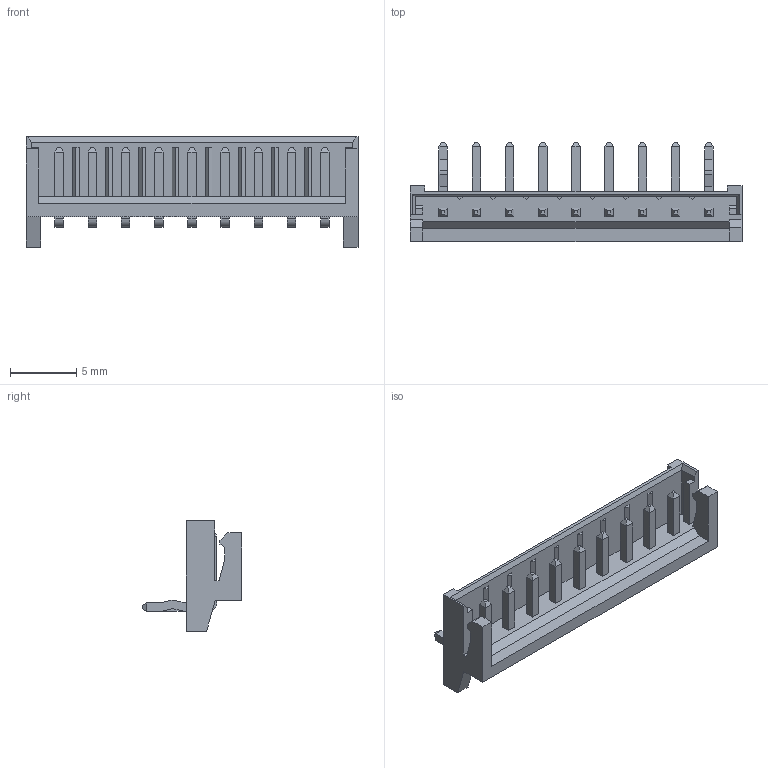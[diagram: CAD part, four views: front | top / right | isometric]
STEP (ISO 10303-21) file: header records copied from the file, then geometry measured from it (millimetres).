
FILE_DESCRIPTION( ( 'Unknown' ), '1' );
FILE_NAME( '68800911722.stp', 'Unknown', ( 'Unknown' ), ( 'Unknown' ), 'PSStep 21.0.46', 'Unknown', ' ' );
FILE_SCHEMA( ( 'AUTOMOTIVE_DESIGN { 1 0 10303 214 1 1 1 1 }' ) );
Length unit declared in the file: millimetre
Products named in the file (4): Assem1; Pin1; Pin2; 68800911722
Assembly tree (10 placements, depth 2):
  Assem1
    Pin1  x2
    Pin2  x7
    68800911722
Bounding box: 25 x 7.5 x 8.3 mm (x, y, z)
Volume: 237.2 mm3; surface area: 884.3 mm2
Topology: 10 solids, 10 shells, 410 faces, 1069 edges, 688 vertices
Faces by surface type: plane 380, cylinder 30
Entity records: 9683 total; most frequent: CARTESIAN_POINT 1364, ORIENTED_EDGE 1338, DIRECTION 1199, EDGE_CURVE 669, LINE 649, VECTOR 649, VERTEX_POINT 440, AXIS2_PLACEMENT_3D 275
